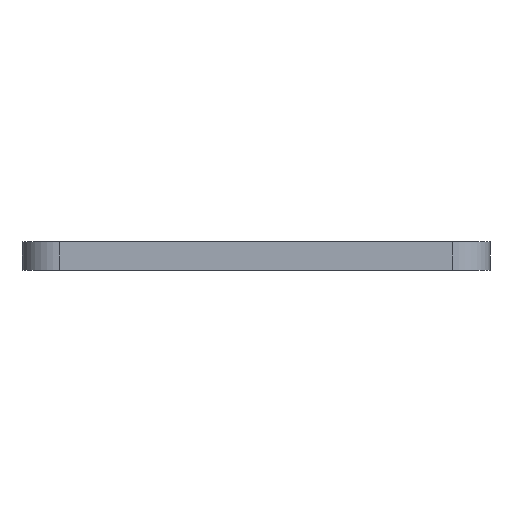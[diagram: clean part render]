
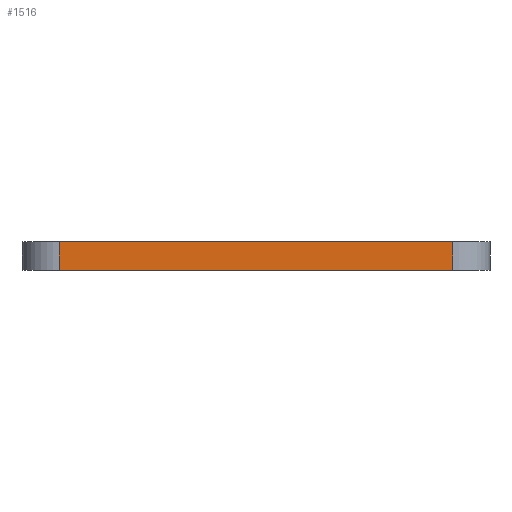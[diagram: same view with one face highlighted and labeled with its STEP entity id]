
A CAD part, left-side view. The second image highlights one B-rep face of the part: STEP entity #1516.
In plain terms, the highlighted planar face has unit normal (-1, 0, 0).
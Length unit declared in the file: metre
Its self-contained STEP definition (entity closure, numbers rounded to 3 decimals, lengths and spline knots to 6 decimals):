
#49=ORIENTED_EDGE('',*,*,#485,.T.);
#50=ORIENTED_EDGE('',*,*,#486,.T.);
#51=ORIENTED_EDGE('',*,*,#487,.F.);
#52=ORIENTED_EDGE('',*,*,#488,.T.);
#485=EDGE_CURVE('',#703,#704,#853,.T.);
#486=EDGE_CURVE('',#704,#705,#854,.F.);
#487=EDGE_CURVE('',#706,#705,#855,.T.);
#488=EDGE_CURVE('',#706,#703,#856,.T.);
#703=VERTEX_POINT('',#2112);
#704=VERTEX_POINT('',#2113);
#705=VERTEX_POINT('',#2115);
#706=VERTEX_POINT('',#2117);
#853=LINE('',#2111,#1049);
#854=LINE('',#2114,#1050);
#855=LINE('',#2116,#1051);
#856=LINE('',#2118,#1052);
#1049=VECTOR('',#1714,1.);
#1050=VECTOR('',#1715,1.);
#1051=VECTOR('',#1716,1.);
#1052=VECTOR('',#1717,1.);
#1242=EDGE_LOOP('',(#49,#50,#51,#52));
#1346=FACE_BOUND('',#1242,.T.);
#1450=PLANE('',#1606);
#1516=ADVANCED_FACE('',(#1346),#1450,.F.);
#1606=AXIS2_PLACEMENT_3D('',#2110,#1712,#1713);
#1712=DIRECTION('',(1.,0.,0.));
#1713=DIRECTION('',(0.,0.,-1.));
#1714=DIRECTION('',(0.,-1.,0.));
#1715=DIRECTION('',(0.,0.,-1.));
#1716=DIRECTION('',(0.,-1.,0.));
#1717=DIRECTION('',(0.,0.,-1.));
#2110=CARTESIAN_POINT('',(-0.104067,-0.029181,0.0015));
#2111=CARTESIAN_POINT('',(-0.104067,-0.029181,0.));
#2112=CARTESIAN_POINT('',(-0.104067,-0.018681,0.));
#2113=CARTESIAN_POINT('',(-0.104067,-0.039681,0.));
#2114=CARTESIAN_POINT('',(-0.104067,-0.039681,0.0015));
#2115=CARTESIAN_POINT('',(-0.104067,-0.039681,0.0015));
#2116=CARTESIAN_POINT('',(-0.104067,-0.029181,0.0015));
#2117=CARTESIAN_POINT('',(-0.104067,-0.018681,0.0015));
#2118=CARTESIAN_POINT('',(-0.104067,-0.018681,0.));
